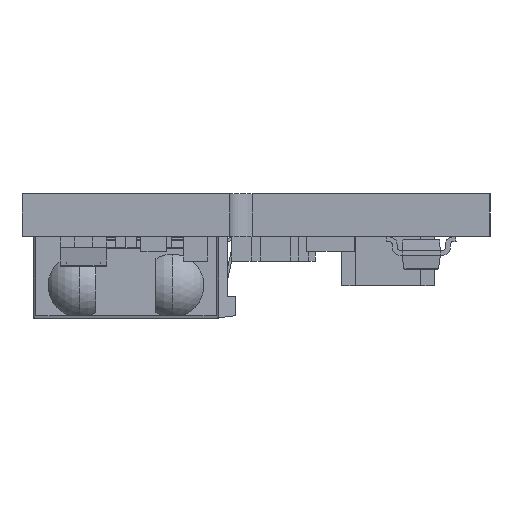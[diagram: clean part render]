
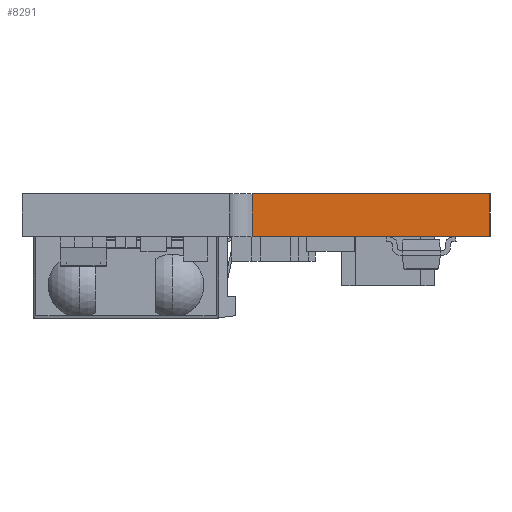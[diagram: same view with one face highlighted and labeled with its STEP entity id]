
A CAD part, left-side view. The second image highlights one B-rep face of the part: STEP entity #8291.
In plain terms, the highlighted planar face has unit normal (-1, 0, 0).
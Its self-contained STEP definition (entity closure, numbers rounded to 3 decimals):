
#4306 = FACE_OUTER_BOUND ( 'NONE', #68305, .T. ) ;
#5859 = CARTESIAN_POINT ( 'NONE',  ( -33.02, 0., 1.575 ) ) ;
#8208 = VECTOR ( 'NONE', #9565, 1000. ) ;
#8291 = ADVANCED_FACE ( 'NONE', ( #4306 ), #41887, .F. ) ;
#8673 = VERTEX_POINT ( 'NONE', #58610 ) ;
#9565 = DIRECTION ( 'NONE',  ( 0., 0., -1. ) ) ;
#9965 = VERTEX_POINT ( 'NONE', #67427 ) ;
#12362 = VERTEX_POINT ( 'NONE', #21704 ) ;
#16153 = CARTESIAN_POINT ( 'NONE',  ( -33.02, 8.712, 1.575 ) ) ;
#17270 = VECTOR ( 'NONE', #48699, 1000. ) ;
#21330 = DIRECTION ( 'NONE',  ( 1., 0., 0. ) ) ;
#21704 = CARTESIAN_POINT ( 'NONE',  ( -33.02, 0., 1.575 ) ) ;
#22815 = ORIENTED_EDGE ( 'NONE', *, *, #62402, .T. ) ;
#24938 = DIRECTION ( 'NONE',  ( 0., 0., -1. ) ) ;
#26812 = VERTEX_POINT ( 'NONE', #49788 ) ;
#28932 = ORIENTED_EDGE ( 'NONE', *, *, #56930, .F. ) ;
#32110 = VECTOR ( 'NONE', #24938, 1000. ) ;
#32471 = CARTESIAN_POINT ( 'NONE',  ( -33.02, 0., 1.575 ) ) ;
#32684 = LINE ( 'NONE', #5859, #17270 ) ;
#34419 = LINE ( 'NONE', #50483, #55051 ) ;
#35419 = LINE ( 'NONE', #56730, #32110 ) ;
#40312 = DIRECTION ( 'NONE',  ( 0., -1., 0. ) ) ;
#41887 = PLANE ( 'NONE',  #51187 ) ;
#42596 = LINE ( 'NONE', #16153, #8208 ) ;
#44899 = ORIENTED_EDGE ( 'NONE', *, *, #50475, .F. ) ;
#48699 = DIRECTION ( 'NONE',  ( 0., -1., 0. ) ) ;
#49788 = CARTESIAN_POINT ( 'NONE',  ( -33.02, 0., 0. ) ) ;
#50475 = EDGE_CURVE ( 'NONE', #12362, #26812, #35419, .T. ) ;
#50483 = CARTESIAN_POINT ( 'NONE',  ( -33.02, 0., 0. ) ) ;
#51187 = AXIS2_PLACEMENT_3D ( 'NONE', #32471, #21330, #64873 ) ;
#55051 = VECTOR ( 'NONE', #40312, 1000. ) ;
#56730 = CARTESIAN_POINT ( 'NONE',  ( -33.02, 0., 1.575 ) ) ;
#56930 = EDGE_CURVE ( 'NONE', #8673, #12362, #32684, .T. ) ;
#58610 = CARTESIAN_POINT ( 'NONE',  ( -33.02, 8.712, 1.575 ) ) ;
#62298 = EDGE_CURVE ( 'NONE', #8673, #9965, #42596, .T. ) ;
#62402 = EDGE_CURVE ( 'NONE', #9965, #26812, #34419, .T. ) ;
#64873 = DIRECTION ( 'NONE',  ( 0., 0., -1. ) ) ;
#65754 = ORIENTED_EDGE ( 'NONE', *, *, #62298, .T. ) ;
#67427 = CARTESIAN_POINT ( 'NONE',  ( -33.02, 8.712, 0. ) ) ;
#68305 = EDGE_LOOP ( 'NONE', ( #22815, #44899, #28932, #65754 ) ) ;
